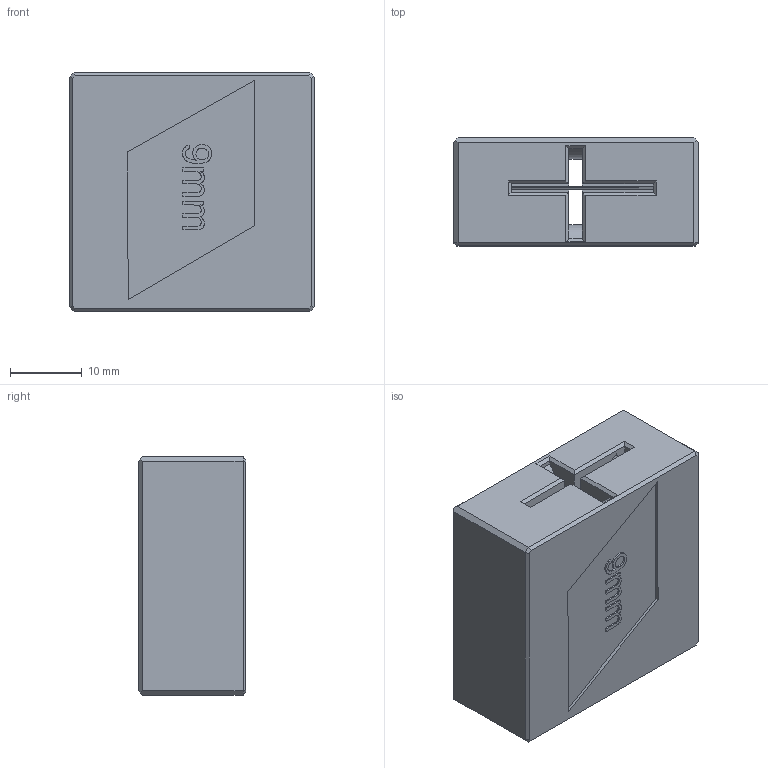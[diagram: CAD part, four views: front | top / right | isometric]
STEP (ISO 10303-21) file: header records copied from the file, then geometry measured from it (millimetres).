
FILE_DESCRIPTION(/* description */ ('','CAx-IF Rec.Pracs.---Representation and Presentation of Product Manufacturing Information (PMI)---4.0---2014-10-13'),/* implementation_level */ '2;1');
FILE_NAME(/* name */ '9 to 4mm Cutting jig v1.step',/* time_stamp */ '2025-01-10T14:34:58+01:00',/* author */ (''),/* organization */ (''),/* preprocessor_version */ 'ST-DEVELOPER v20',/* originating_system */ 'Autodesk Translation Framework v13.20.0.188',/* authorisation */ '');
FILE_SCHEMA (('AP242_MANAGED_MODEL_BASED_3D_ENGINEERING_MIM_LF { 1 0 10303 442 1 1 4 }'));
Length unit declared in the file: millimetre
Products named in the file (2): 6 to 4mm Cutting jig; 24995A51_4-1-4 Long Steel Breakaway Blades
Assembly tree (1 placements, depth 2):
  6 to 4mm Cutting jig
    24995A51_4-1-4 Long Steel Breakaway Blades
Bounding box: 34.01 x 15 x 33.14 mm (x, y, z)
Volume: 15946 mm3; surface area: 6586.4 mm2
Topology: 2 solids, 2 shells, 169 faces, 460 edges, 300 vertices
Faces by surface type: plane 104, bspline 63, cylinder 2
Entity records: 5900 total; most frequent: CARTESIAN_POINT 2003, ORIENTED_EDGE 920, DIRECTION 556, EDGE_CURVE 460, LINE 330, VECTOR 330, VERTEX_POINT 300, EDGE_LOOP 176
